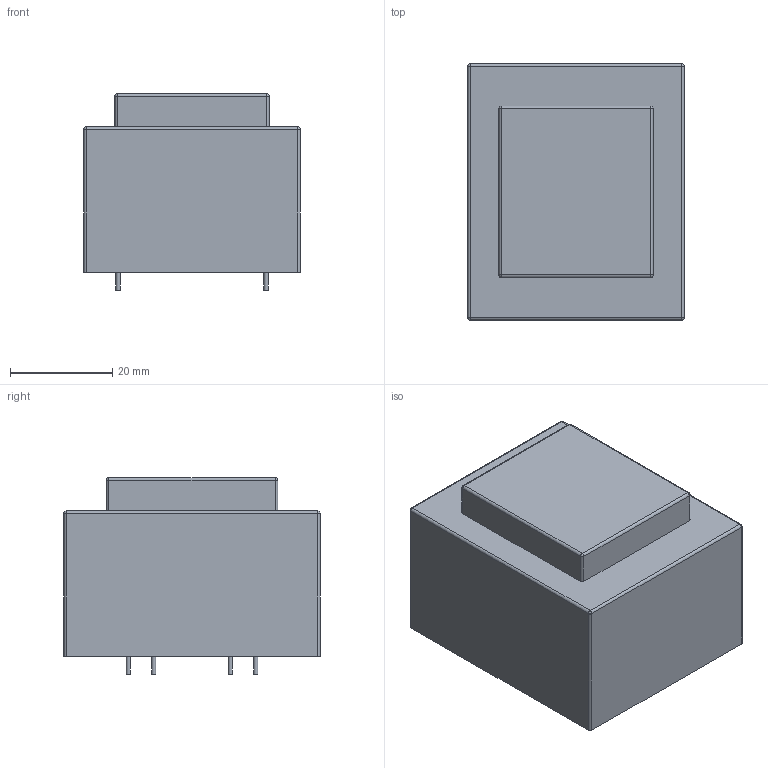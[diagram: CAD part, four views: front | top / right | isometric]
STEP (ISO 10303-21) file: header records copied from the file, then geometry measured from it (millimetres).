
FILE_DESCRIPTION(('FreeCAD Model'),'2;1');
FILE_NAME('Transformer_Indel_TSZZ_12VA_Single_Secondary.step','2021-02-10T20:49:05' ,('kicad StepUp'),('ksu MCAD'),'Open CASCADE STEP processor 7.3', 'FreeCAD','Unknown');
FILE_SCHEMA(('AUTOMOTIVE_DESIGN { 1 0 10303 214 1 1 1 1 }'));
Length unit declared in the file: millimetre
Products named in the file (1): Transformer_Indel_TSZZ_12VA_Single_Secondary
Bounding box: 42.4 x 50.2 x 38.5 mm (x, y, z)
Volume: 67240.3 mm3; surface area: 10302.3 mm2
Topology: 1 solids, 1 shells, 43 faces, 92 edges, 48 vertices
Faces by surface type: cylinder 20, plane 15, sphere 8
Full cylindrical faces by diameter (mm): 0.8 x4
Entity records: 1400 total; most frequent: DIRECTION 212, CARTESIAN_POINT 176, ORIENTED_EDGE 168, AXIS2_PLACEMENT_3D 84, EDGE_CURVE 84, FACE_BOUND 48, EDGE_LOOP 48, VERTEX_POINT 48
